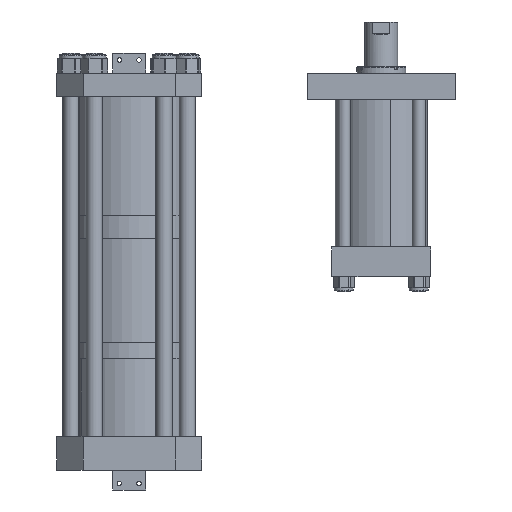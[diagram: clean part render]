
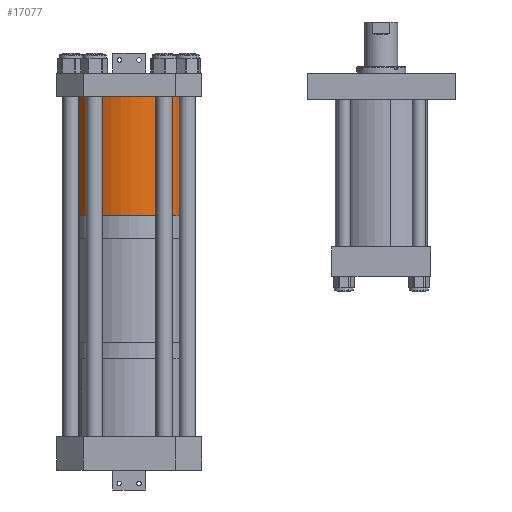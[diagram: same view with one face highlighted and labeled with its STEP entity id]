
A CAD part, front view. The second image highlights one B-rep face of the part: STEP entity #17077.
In plain terms, the highlighted cylindrical face has radius 114.3 mm (diameter 228.6 mm), a partial arc.
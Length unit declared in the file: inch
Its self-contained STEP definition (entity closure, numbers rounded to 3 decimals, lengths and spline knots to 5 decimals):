
#55 = AXIS2_PLACEMENT_3D ( 'NONE', #11201, #16677, #9995 ) ;
#1120 = CARTESIAN_POINT ( 'NONE',  ( -4.5, 0., 9.063 ) ) ;
#2806 = DIRECTION ( 'NONE',  ( 0., 0., 1. ) ) ;
#3039 = CARTESIAN_POINT ( 'NONE',  ( 0., 0., 9.063 ) ) ;
#3842 = ORIENTED_EDGE ( 'NONE', *, *, #11407, .F. ) ;
#4452 = CYLINDRICAL_SURFACE ( 'NONE', #55, 4.5 ) ;
#5525 = ORIENTED_EDGE ( 'NONE', *, *, #6275, .T. ) ;
#5995 = CARTESIAN_POINT ( 'NONE',  ( 0., 0., 0. ) ) ;
#6060 = DIRECTION ( 'NONE',  ( 1., 0., 0. ) ) ;
#6275 = EDGE_CURVE ( 'NONE', #16229, #7261, #15745, .T. ) ;
#6910 = AXIS2_PLACEMENT_3D ( 'NONE', #5995, #7340, #6060 ) ;
#7119 = CARTESIAN_POINT ( 'NONE',  ( 4.5, 0., 9.063 ) ) ;
#7261 = VERTEX_POINT ( 'NONE', #13665 ) ;
#7340 = DIRECTION ( 'NONE',  ( 0., 0., 1. ) ) ;
#7418 = CIRCLE ( 'NONE', #15199, 4.5 ) ;
#7820 = LINE ( 'NONE', #7119, #16605 ) ;
#8324 = ORIENTED_EDGE ( 'NONE', *, *, #10077, .F. ) ;
#9550 = EDGE_CURVE ( 'NONE', #7261, #15632, #12805, .T. ) ;
#9913 = VECTOR ( 'NONE', #14888, 39.37008 ) ;
#9995 = DIRECTION ( 'NONE',  ( -1., 0., 0. ) ) ;
#10077 = EDGE_CURVE ( 'NONE', #16229, #15586, #7418, .T. ) ;
#11122 = CARTESIAN_POINT ( 'NONE',  ( 4.5, 0., 9.063 ) ) ;
#11201 = CARTESIAN_POINT ( 'NONE',  ( 0., 0., 9.063 ) ) ;
#11407 = EDGE_CURVE ( 'NONE', #15586, #15632, #7820, .T. ) ;
#11432 = DIRECTION ( 'NONE',  ( 0., 0., -1. ) ) ;
#11781 = ORIENTED_EDGE ( 'NONE', *, *, #9550, .T. ) ;
#12274 = CARTESIAN_POINT ( 'NONE',  ( -4.5, 0., 9.063 ) ) ;
#12805 = CIRCLE ( 'NONE', #6910, 4.5 ) ;
#13665 = CARTESIAN_POINT ( 'NONE',  ( -4.5, 0., 0. ) ) ;
#13897 = DIRECTION ( 'NONE',  ( 1., 0., 0. ) ) ;
#14586 = EDGE_LOOP ( 'NONE', ( #3842, #8324, #5525, #11781 ) ) ;
#14888 = DIRECTION ( 'NONE',  ( 0., 0., -1. ) ) ;
#15199 = AXIS2_PLACEMENT_3D ( 'NONE', #3039, #2806, #13897 ) ;
#15586 = VERTEX_POINT ( 'NONE', #11122 ) ;
#15632 = VERTEX_POINT ( 'NONE', #16706 ) ;
#15745 = LINE ( 'NONE', #12274, #9913 ) ;
#16017 = FACE_OUTER_BOUND ( 'NONE', #14586, .T. ) ;
#16229 = VERTEX_POINT ( 'NONE', #1120 ) ;
#16605 = VECTOR ( 'NONE', #11432, 39.37008 ) ;
#16677 = DIRECTION ( 'NONE',  ( 0., 0., -1. ) ) ;
#16706 = CARTESIAN_POINT ( 'NONE',  ( 4.5, 0., 0. ) ) ;
#17077 = ADVANCED_FACE ( 'NONE', ( #16017 ), #4452, .T. ) ;
